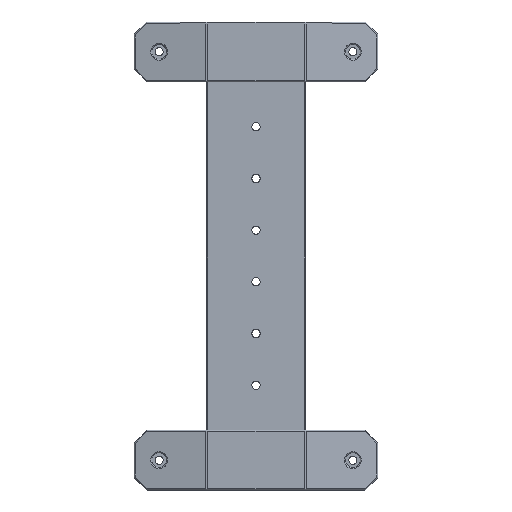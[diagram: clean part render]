
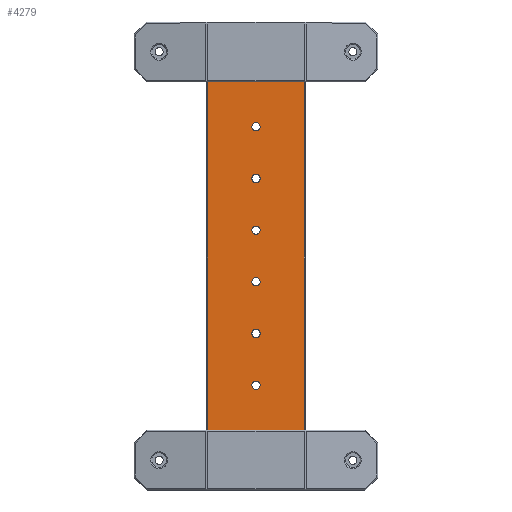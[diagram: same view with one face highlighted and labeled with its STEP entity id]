
A CAD part, top view. The second image highlights one B-rep face of the part: STEP entity #4279.
In plain terms, the highlighted planar face has unit normal (0, 0, 1).
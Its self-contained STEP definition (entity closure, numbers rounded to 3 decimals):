
#181=FACE_BOUND('',#704,.T.);
#182=FACE_BOUND('',#705,.T.);
#183=FACE_BOUND('',#706,.T.);
#184=FACE_BOUND('',#707,.T.);
#185=FACE_BOUND('',#708,.T.);
#186=FACE_BOUND('',#709,.T.);
#283=CIRCLE('',#4589,1.65);
#286=CIRCLE('',#4595,1.65);
#289=CIRCLE('',#4601,1.65);
#292=CIRCLE('',#4607,1.65);
#295=CIRCLE('',#4613,1.65);
#298=CIRCLE('',#4619,1.65);
#433=FACE_OUTER_BOUND('',#703,.T.);
#703=EDGE_LOOP('',(#3251,#3252,#3253,#3254));
#704=EDGE_LOOP('',(#3255));
#705=EDGE_LOOP('',(#3256));
#706=EDGE_LOOP('',(#3257));
#707=EDGE_LOOP('',(#3258));
#708=EDGE_LOOP('',(#3259));
#709=EDGE_LOOP('',(#3260));
#1068=LINE('',#6437,#1498);
#1071=LINE('',#6443,#1501);
#1072=LINE('',#6445,#1502);
#1073=LINE('',#6446,#1503);
#1498=VECTOR('',#5330,10.);
#1501=VECTOR('',#5335,10.);
#1502=VECTOR('',#5336,10.);
#1503=VECTOR('',#5337,10.);
#1880=VERTEX_POINT('',#6298);
#1882=VERTEX_POINT('',#6308);
#1884=VERTEX_POINT('',#6318);
#1886=VERTEX_POINT('',#6328);
#1888=VERTEX_POINT('',#6338);
#1890=VERTEX_POINT('',#6348);
#1932=VERTEX_POINT('',#6434);
#1933=VERTEX_POINT('',#6436);
#1935=VERTEX_POINT('',#6442);
#1936=VERTEX_POINT('',#6444);
#2329=EDGE_CURVE('',#1880,#1880,#283,.T.);
#2334=EDGE_CURVE('',#1882,#1882,#286,.T.);
#2339=EDGE_CURVE('',#1884,#1884,#289,.T.);
#2344=EDGE_CURVE('',#1886,#1886,#292,.T.);
#2349=EDGE_CURVE('',#1888,#1888,#295,.T.);
#2354=EDGE_CURVE('',#1890,#1890,#298,.T.);
#2396=EDGE_CURVE('',#1932,#1933,#1068,.T.);
#2399=EDGE_CURVE('',#1932,#1935,#1071,.T.);
#2400=EDGE_CURVE('',#1936,#1935,#1072,.T.);
#2401=EDGE_CURVE('',#1936,#1933,#1073,.T.);
#3251=ORIENTED_EDGE('',*,*,#2396,.F.);
#3252=ORIENTED_EDGE('',*,*,#2399,.T.);
#3253=ORIENTED_EDGE('',*,*,#2400,.F.);
#3254=ORIENTED_EDGE('',*,*,#2401,.T.);
#3255=ORIENTED_EDGE('',*,*,#2329,.T.);
#3256=ORIENTED_EDGE('',*,*,#2334,.T.);
#3257=ORIENTED_EDGE('',*,*,#2339,.T.);
#3258=ORIENTED_EDGE('',*,*,#2344,.T.);
#3259=ORIENTED_EDGE('',*,*,#2349,.T.);
#3260=ORIENTED_EDGE('',*,*,#2354,.T.);
#4107=PLANE('',#4642);
#4279=ADVANCED_FACE('',(#433,#181,#182,#183,#184,#185,#186),#4107,.T.);
#4589=AXIS2_PLACEMENT_3D('',#6300,#5193,#5194);
#4595=AXIS2_PLACEMENT_3D('',#6310,#5207,#5208);
#4601=AXIS2_PLACEMENT_3D('',#6320,#5221,#5222);
#4607=AXIS2_PLACEMENT_3D('',#6330,#5235,#5236);
#4613=AXIS2_PLACEMENT_3D('',#6340,#5249,#5250);
#4619=AXIS2_PLACEMENT_3D('',#6350,#5263,#5264);
#4642=AXIS2_PLACEMENT_3D('',#6441,#5333,#5334);
#5193=DIRECTION('center_axis',(0.,0.,-1.));
#5194=DIRECTION('ref_axis',(-1.,0.,0.));
#5207=DIRECTION('center_axis',(0.,0.,-1.));
#5208=DIRECTION('ref_axis',(-1.,0.,0.));
#5221=DIRECTION('center_axis',(0.,0.,-1.));
#5222=DIRECTION('ref_axis',(-1.,0.,0.));
#5235=DIRECTION('center_axis',(0.,0.,-1.));
#5236=DIRECTION('ref_axis',(-1.,0.,0.));
#5249=DIRECTION('center_axis',(0.,0.,-1.));
#5250=DIRECTION('ref_axis',(-1.,0.,0.));
#5263=DIRECTION('center_axis',(0.,0.,-1.));
#5264=DIRECTION('ref_axis',(-1.,0.,0.));
#5330=DIRECTION('',(0.,1.,0.));
#5333=DIRECTION('center_axis',(0.,0.,1.));
#5334=DIRECTION('ref_axis',(1.,0.,0.));
#5335=DIRECTION('',(1.,0.,0.));
#5336=DIRECTION('',(0.,-1.,0.));
#5337=DIRECTION('',(-1.,0.,0.));
#6298=CARTESIAN_POINT('',(1.65,90.4,100.));
#6300=CARTESIAN_POINT('Origin',(0.,90.4,100.));
#6308=CARTESIAN_POINT('',(1.65,48.8,100.));
#6310=CARTESIAN_POINT('Origin',(0.,48.8,100.));
#6318=CARTESIAN_POINT('',(1.65,7.2,100.));
#6320=CARTESIAN_POINT('Origin',(0.,7.2,100.));
#6328=CARTESIAN_POINT('',(1.65,28.,100.));
#6330=CARTESIAN_POINT('Origin',(0.,28.,100.));
#6338=CARTESIAN_POINT('',(1.65,69.6,100.));
#6340=CARTESIAN_POINT('Origin',(0.,69.6,100.));
#6348=CARTESIAN_POINT('',(1.65,111.2,100.));
#6350=CARTESIAN_POINT('Origin',(0.,111.2,100.));
#6434=CARTESIAN_POINT('',(-19.5,-11.,100.));
#6436=CARTESIAN_POINT('',(-19.5,129.4,100.));
#6437=CARTESIAN_POINT('',(-19.5,106.3,100.));
#6441=CARTESIAN_POINT('Origin',(0.,59.2,100.));
#6442=CARTESIAN_POINT('',(19.5,-11.,100.));
#6443=CARTESIAN_POINT('',(24.5,-11.,100.));
#6444=CARTESIAN_POINT('',(19.5,129.4,100.));
#6445=CARTESIAN_POINT('',(19.5,12.1,100.));
#6446=CARTESIAN_POINT('',(-24.5,129.4,100.));
